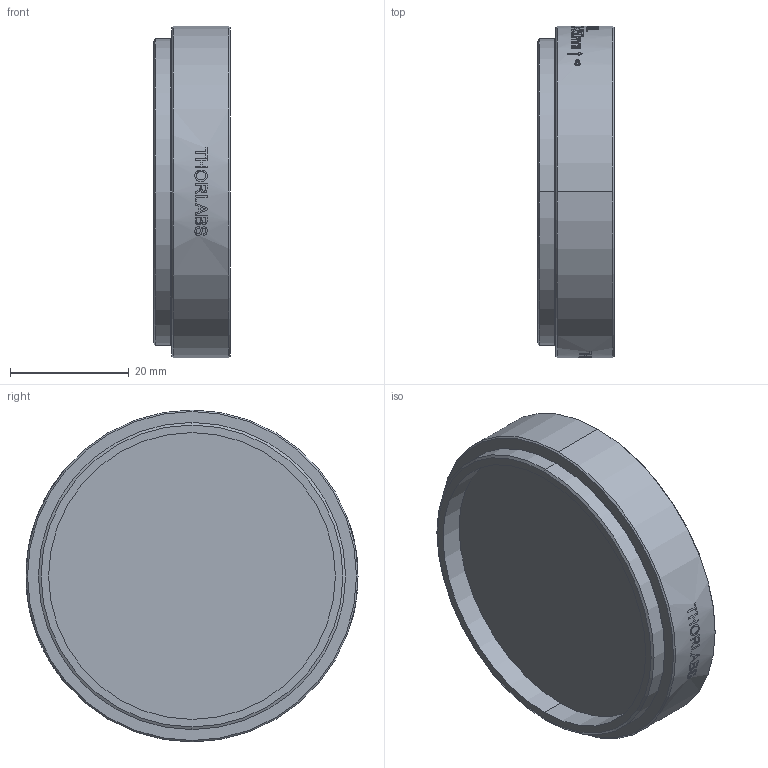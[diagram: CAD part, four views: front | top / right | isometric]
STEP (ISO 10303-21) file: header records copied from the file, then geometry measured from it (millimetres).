
FILE_DESCRIPTION (( 'STEP AP203' ), '1' );
FILE_NAME ('TTN039289-E0W.STEP', '2015-11-04T21:55:14', ( 'admin' ), ( '' ), 'SwSTEP 2.0', 'SolidWorks 2014', '' );
FILE_SCHEMA (( 'CONFIG_CONTROL_DESIGN' ));
Length unit declared in the file: millimetre
Products named in the file (1): TTN039289-E0W
Bounding box: 12.95 x 55.88 x 55.88 mm (x, y, z)
Volume: 14069.7 mm3; surface area: 11352.1 mm2
Topology: 3 solids, 3 shells, 113 faces, 590 edges, 539 vertices
Faces by surface type: cylinder 73, cone 22, plane 16, torus 2
Entity records: 10375 total; most frequent: CARTESIAN_POINT 5642, ORIENTED_EDGE 1176, DIRECTION 740, EDGE_CURVE 588, VERTEX_POINT 539, AXIS2_PLACEMENT_3D 299, B_SPLINE_CURVE_WITH_KNOTS 261, CIRCLE 185
